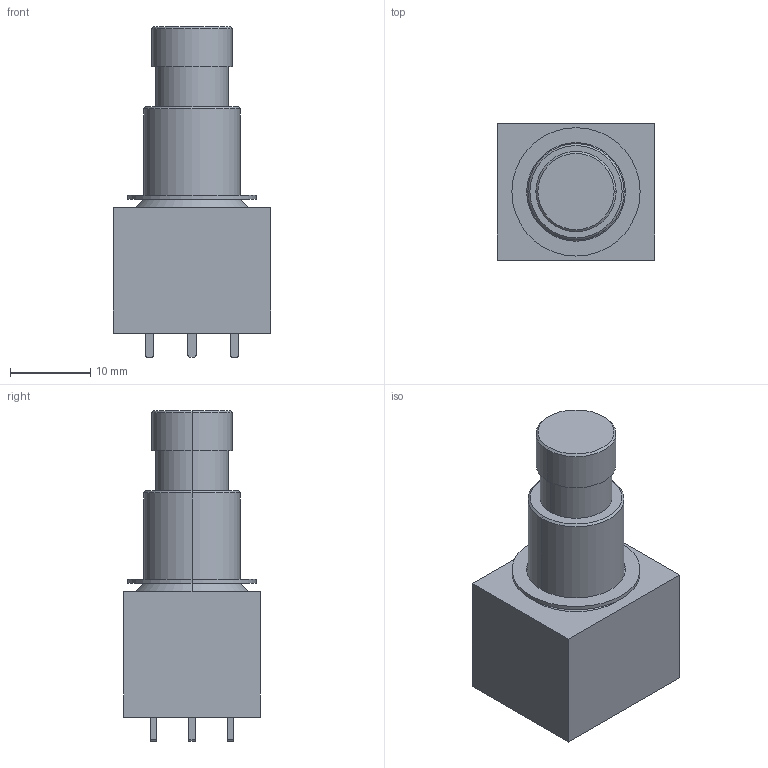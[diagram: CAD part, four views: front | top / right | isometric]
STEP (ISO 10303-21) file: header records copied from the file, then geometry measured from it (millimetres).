
FILE_DESCRIPTION (( 'STEP AP214' ), '1' );
FILE_NAME ('STOMP-SWITCH-3PDT.STEP', '2015-07-30T00:10:53', ( '' ), ( '' ), 'SwSTEP 2.0', 'SolidWorks 2014', '' );
FILE_SCHEMA (( 'AUTOMOTIVE_DESIGN' ));
Length unit declared in the file: millimetre
Products named in the file (1): STOMP-SWITCH-3PDT
Bounding box: 19.6 x 17 x 41.2 mm (x, y, z)
Volume: 7436 mm3; surface area: 2888.2 mm2
Topology: 2 solids, 2 shells, 90 faces, 216 edges, 142 vertices
Faces by surface type: plane 56, cylinder 28, cone 6
Entity records: 2661 total; most frequent: DIRECTION 460, CARTESIAN_POINT 449, ORIENTED_EDGE 432, EDGE_CURVE 216, LINE 154, VECTOR 154, AXIS2_PLACEMENT_3D 153, VERTEX_POINT 142
